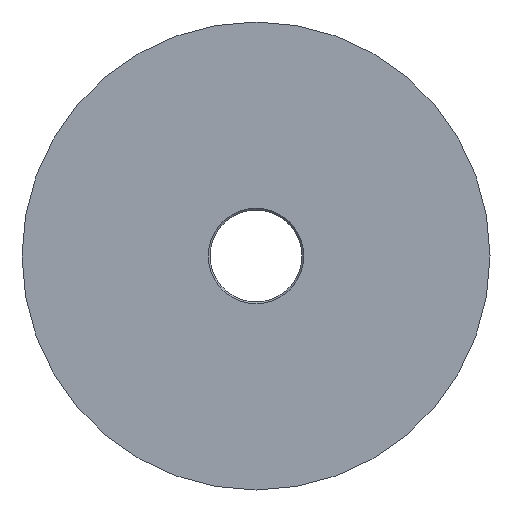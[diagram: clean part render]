
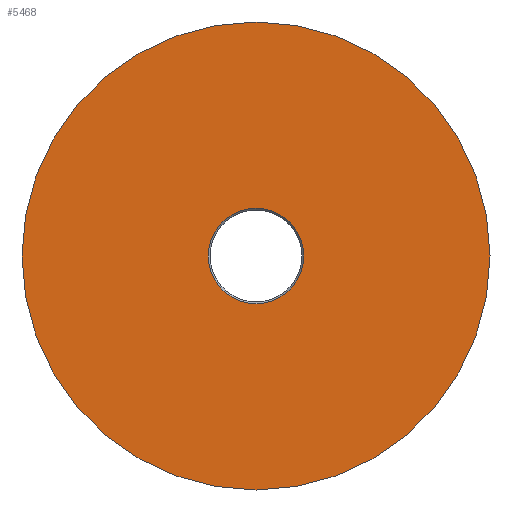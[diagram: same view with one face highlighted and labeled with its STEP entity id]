
A CAD part, front view. The second image highlights one B-rep face of the part: STEP entity #5468.
In plain terms, the highlighted planar face has unit normal (0, -1, 0).
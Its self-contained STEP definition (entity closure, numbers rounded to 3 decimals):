
#15=FACE_BOUND('',#619,.T.);
#20=PLANE('',#5784);
#319=FACE_OUTER_BOUND('',#618,.T.);
#618=EDGE_LOOP('',(#3712));
#619=EDGE_LOOP('',(#3713));
#1796=CIRCLE('',#5780,2.6);
#1799=CIRCLE('',#5785,12.75);
#2238=VERTEX_POINT('',#8444);
#2241=VERTEX_POINT('',#8454);
#2824=EDGE_CURVE('',#2238,#2238,#1796,.T.);
#2829=EDGE_CURVE('',#2241,#2241,#1799,.T.);
#3712=ORIENTED_EDGE('',*,*,#2829,.F.);
#3713=ORIENTED_EDGE('',*,*,#2824,.F.);
#5468=ADVANCED_FACE('',(#319,#15),#20,.F.);
#5780=AXIS2_PLACEMENT_3D('',#8445,#6524,#6525);
#5784=AXIS2_PLACEMENT_3D('',#8453,#6534,#6535);
#5785=AXIS2_PLACEMENT_3D('',#8455,#6536,#6537);
#6524=DIRECTION('center_axis',(0.,-1.,0.));
#6525=DIRECTION('ref_axis',(-1.,0.,0.));
#6534=DIRECTION('center_axis',(0.,1.,0.));
#6535=DIRECTION('ref_axis',(1.,0.,0.));
#6536=DIRECTION('center_axis',(0.,1.,0.));
#6537=DIRECTION('ref_axis',(1.,0.,0.));
#8444=CARTESIAN_POINT('',(2.6,0.,0.));
#8445=CARTESIAN_POINT('Origin',(0.,0.,0.));
#8453=CARTESIAN_POINT('Origin',(0.,0.,0.));
#8454=CARTESIAN_POINT('',(-12.75,0.,0.));
#8455=CARTESIAN_POINT('Origin',(0.,0.,0.));
